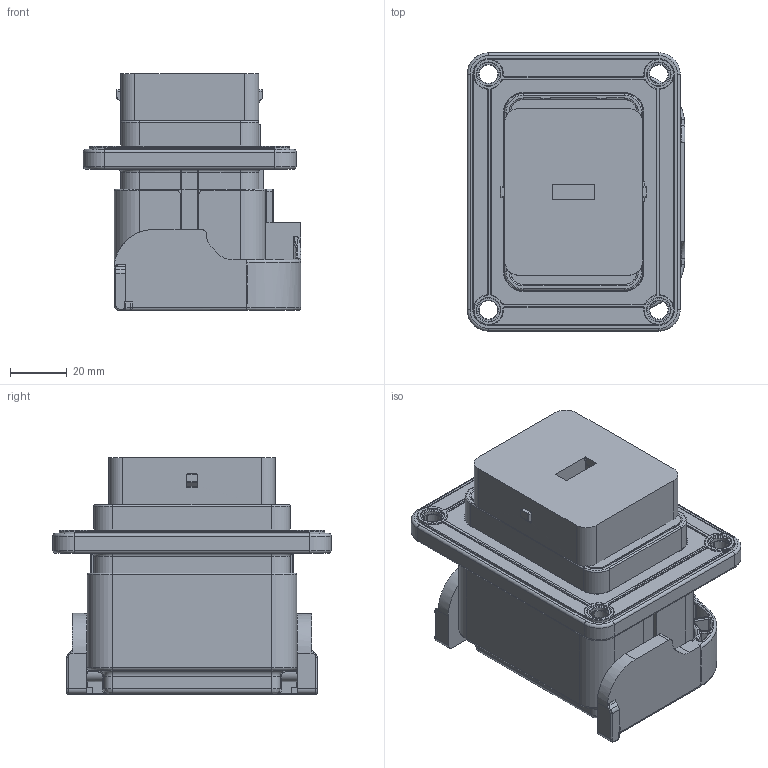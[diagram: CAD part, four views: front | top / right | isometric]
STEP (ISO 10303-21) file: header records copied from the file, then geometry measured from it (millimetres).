
FILE_DESCRIPTION((''),'2;1');
FILE_NAME('ALL13_ASM','2017-10-19T',('jinmengxing'),(''),'PRO/ENGINEER BY PARAMETRIC TECHNOLOGY CORPORATION, 2010040','PRO/ENGINEER BY PARAMETRIC TECHNOLOGY CORPORATION, 2010040','');
FILE_SCHEMA(('CONFIG_CONTROL_DESIGN'));
Products named in the file (14): PRT0004; GAIZI; CHAZUOWAIKEQIANZHUANG123; WAIGAI; LUOTAO6; QIANANZHUANGMIFENGDIAN; M6-15; PIANZI7; CHAZHOU_ASM; DFN9XXXAN_ASM; CHATOUWAIKE; SHOUBA12; ALL12_ASM; ALL13_ASM
Assembly tree (18 placements, depth 3):
  ALL13_ASM
    CHAZHOU_ASM
      PRT0004
      GAIZI
      CHAZUOWAIKEQIANZHUANG123
      WAIGAI
      LUOTAO6  x4
      QIANANZHUANGMIFENGDIAN
      M6-15  x2
      PIANZI7  x2
    ALL12_ASM
      DFN9XXXAN_ASM
      CHATOUWAIKE
      SHOUBA12
Bounding box: 76.64 x 98 x 83.45 mm (x, y, z)
Volume: 461173.5 mm3; surface area: 106473.3 mm2
Topology: 15 solids, 16 shells, 3091 faces, 7570 edges, 4583 vertices
Faces by surface type: plane 1143, cylinder 1121, torus 635, bspline 126, cone 34, sphere 32
Entity records: 92002 total; most frequent: CARTESIAN_POINT 19058, DIRECTION 16205, ORIENTED_EDGE 14838, EDGE_CURVE 7419, AXIS2_PLACEMENT_3D 6076, VERTEX_POINT 4489, VECTOR 4053, LINE 4053
